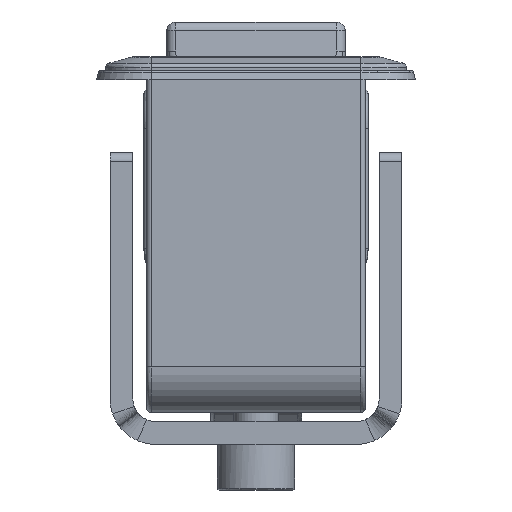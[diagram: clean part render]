
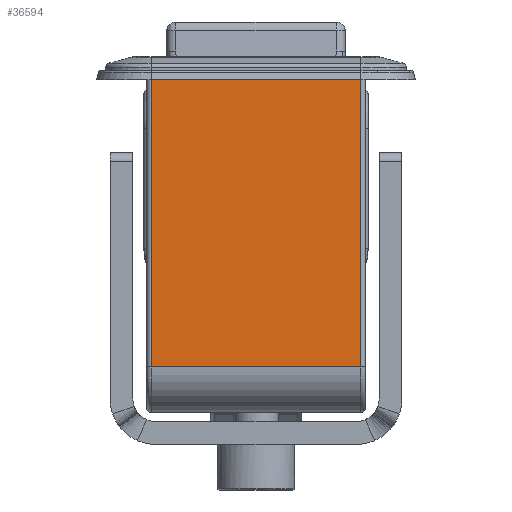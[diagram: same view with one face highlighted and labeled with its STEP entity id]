
A CAD part, front view. The second image highlights one B-rep face of the part: STEP entity #36594.
In plain terms, the highlighted planar face has unit normal (0, -1, 0).
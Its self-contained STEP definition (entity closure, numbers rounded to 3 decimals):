
#12625 = CARTESIAN_POINT ( 'NONE',  ( 0., -42., -35. ) ) ;
#12677 = PLANE ( 'NONE',  #60307 ) ;
#12679 = DIRECTION ( 'NONE',  ( 0., 1., 0. ) ) ;
#12680 = DIRECTION ( 'NONE',  ( 0., 0., 1. ) ) ;
#33568 = EDGE_CURVE ( 'NONE', #61754, #61902, #65295, .T. ) ;
#33570 = EDGE_CURVE ( 'NONE', #61858, #61754, #65294, .T. ) ;
#33645 = EDGE_CURVE ( 'NONE', #61902, #61777, #65355, .T. ) ;
#33647 = EDGE_CURVE ( 'NONE', #61777, #61858, #65374, .T. ) ;
#36594 = ADVANCED_FACE ( 'NONE', ( #65878 ), #12677, .F. ) ;
#38778 = ORIENTED_EDGE ( 'NONE', *, *, #33647, .F. ) ;
#38780 = ORIENTED_EDGE ( 'NONE', *, *, #33645, .F. ) ;
#38782 = ORIENTED_EDGE ( 'NONE', *, *, #33568, .F. ) ;
#38785 = ORIENTED_EDGE ( 'NONE', *, *, #33570, .F. ) ;
#39502 = CARTESIAN_POINT ( 'NONE',  ( 11.5, -42., 1.5 ) ) ;
#39525 = CARTESIAN_POINT ( 'NONE',  ( -11.5, -42., -30. ) ) ;
#39606 = CARTESIAN_POINT ( 'NONE',  ( -11.5, -42., 1.5 ) ) ;
#39650 = CARTESIAN_POINT ( 'NONE',  ( 11.5, -42., -30. ) ) ;
#46058 = EDGE_LOOP ( 'NONE', ( #38778, #38780, #38782, #38785 ) ) ;
#60307 = AXIS2_PLACEMENT_3D ( 'NONE', #12625, #12679, #12680 ) ;
#61754 = VERTEX_POINT ( 'NONE', #39502 ) ;
#61777 = VERTEX_POINT ( 'NONE', #39525 ) ;
#61858 = VERTEX_POINT ( 'NONE', #39606 ) ;
#61902 = VERTEX_POINT ( 'NONE', #39650 ) ;
#65290 = VECTOR ( 'NONE', #66598, 1000. ) ;
#65292 = VECTOR ( 'NONE', #66603, 1000. ) ;
#65294 = LINE ( 'NONE', #66602, #65292 ) ;
#65295 = LINE ( 'NONE', #66585, #65290 ) ;
#65355 = LINE ( 'NONE', #66997, #65378 ) ;
#65370 = VECTOR ( 'NONE', #67011, 1000. ) ;
#65374 = LINE ( 'NONE', #67010, #65370 ) ;
#65378 = VECTOR ( 'NONE', #67003, 1000. ) ;
#65878 = FACE_OUTER_BOUND ( 'NONE', #46058, .T. ) ;
#66585 = CARTESIAN_POINT ( 'NONE',  ( 11.5, -42., -35. ) ) ;
#66598 = DIRECTION ( 'NONE',  ( 0., 0., -1. ) ) ;
#66602 = CARTESIAN_POINT ( 'NONE',  ( 0., -42., 1.5 ) ) ;
#66603 = DIRECTION ( 'NONE',  ( 1., 0., 0. ) ) ;
#66997 = CARTESIAN_POINT ( 'NONE',  ( 6., -42., -30. ) ) ;
#67003 = DIRECTION ( 'NONE',  ( -1., 0., 0. ) ) ;
#67010 = CARTESIAN_POINT ( 'NONE',  ( -11.5, -42., -16.5 ) ) ;
#67011 = DIRECTION ( 'NONE',  ( 0., 0., 1. ) ) ;
